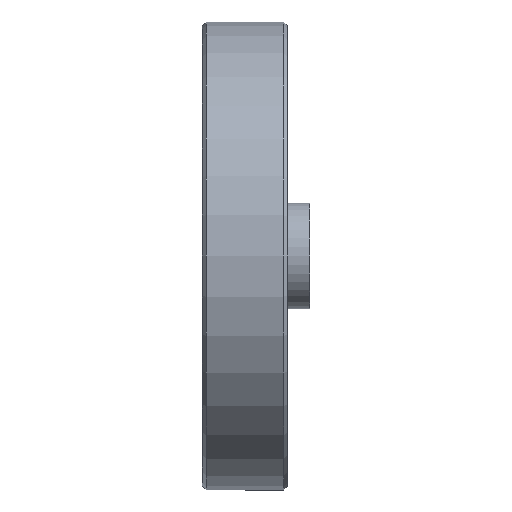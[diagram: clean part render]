
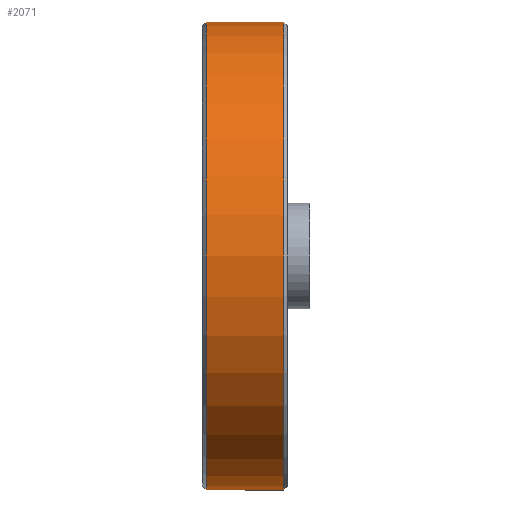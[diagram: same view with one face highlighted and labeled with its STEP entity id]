
A CAD part, left-side view. The second image highlights one B-rep face of the part: STEP entity #2071.
In plain terms, the highlighted cylindrical face has radius 34.925 mm (diameter 69.85 mm), a partial arc.
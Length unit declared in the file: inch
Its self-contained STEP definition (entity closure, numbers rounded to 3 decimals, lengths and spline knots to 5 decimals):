
#4 = CARTESIAN_POINT ( 'NONE',  ( 0., -0.29737, -1.375 ) ) ;
#175 = VERTEX_POINT ( 'NONE', #1158 ) ;
#208 = EDGE_CURVE ( 'NONE', #2412, #175, #474, .T. ) ;
#273 = CARTESIAN_POINT ( 'NONE',  ( 0., 0.4, 0. ) ) ;
#295 = CIRCLE ( 'NONE', #1260, 1.375 ) ;
#474 = LINE ( 'NONE', #3766, #2744 ) ;
#819 = CARTESIAN_POINT ( 'NONE',  ( 0., 0.4, 1.375 ) ) ;
#886 = DIRECTION ( 'NONE',  ( 0., 1., 0. ) ) ;
#896 = EDGE_CURVE ( 'NONE', #2320, #2861, #2389, .T. ) ;
#1041 = CARTESIAN_POINT ( 'NONE',  ( 0., 0.15737, 1.375 ) ) ;
#1061 = DIRECTION ( 'NONE',  ( 0., 1., 0. ) ) ;
#1158 = CARTESIAN_POINT ( 'NONE',  ( 0., 0.15737, -1.375 ) ) ;
#1160 = EDGE_CURVE ( 'NONE', #2412, #2320, #4054, .T. ) ;
#1209 = DIRECTION ( 'NONE',  ( 0., 0., 1. ) ) ;
#1221 = DIRECTION ( 'NONE',  ( 0., 1., 0. ) ) ;
#1241 = FACE_OUTER_BOUND ( 'NONE', #1479, .T. ) ;
#1260 = AXIS2_PLACEMENT_3D ( 'NONE', #3567, #1380, #2739 ) ;
#1380 = DIRECTION ( 'NONE',  ( 0., 1., 0. ) ) ;
#1479 = EDGE_LOOP ( 'NONE', ( #3436, #3792, #2702, #3116 ) ) ;
#1821 = CARTESIAN_POINT ( 'NONE',  ( 0., -0.29737, 1.375 ) ) ;
#1880 = VECTOR ( 'NONE', #1061, 39.37008 ) ;
#2071 = ADVANCED_FACE ( 'NONE', ( #1241 ), #2559, .T. ) ;
#2186 = EDGE_CURVE ( 'NONE', #175, #2861, #295, .T. ) ;
#2225 = AXIS2_PLACEMENT_3D ( 'NONE', #273, #3846, #2257 ) ;
#2257 = DIRECTION ( 'NONE',  ( 0., 0., 1. ) ) ;
#2320 = VERTEX_POINT ( 'NONE', #1821 ) ;
#2389 = LINE ( 'NONE', #819, #1880 ) ;
#2412 = VERTEX_POINT ( 'NONE', #4 ) ;
#2559 = CYLINDRICAL_SURFACE ( 'NONE', #2225, 1.375 ) ;
#2702 = ORIENTED_EDGE ( 'NONE', *, *, #896, .T. ) ;
#2739 = DIRECTION ( 'NONE',  ( 0., 0., 1. ) ) ;
#2744 = VECTOR ( 'NONE', #1221, 39.37008 ) ;
#2861 = VERTEX_POINT ( 'NONE', #1041 ) ;
#3116 = ORIENTED_EDGE ( 'NONE', *, *, #2186, .F. ) ;
#3164 = CARTESIAN_POINT ( 'NONE',  ( 0., -0.29737, 0. ) ) ;
#3377 = AXIS2_PLACEMENT_3D ( 'NONE', #3164, #886, #1209 ) ;
#3436 = ORIENTED_EDGE ( 'NONE', *, *, #208, .F. ) ;
#3567 = CARTESIAN_POINT ( 'NONE',  ( 0., 0.15737, 0. ) ) ;
#3766 = CARTESIAN_POINT ( 'NONE',  ( 0., 0.4, -1.375 ) ) ;
#3792 = ORIENTED_EDGE ( 'NONE', *, *, #1160, .T. ) ;
#3846 = DIRECTION ( 'NONE',  ( 0., 1., 0. ) ) ;
#4054 = CIRCLE ( 'NONE', #3377, 1.375 ) ;
